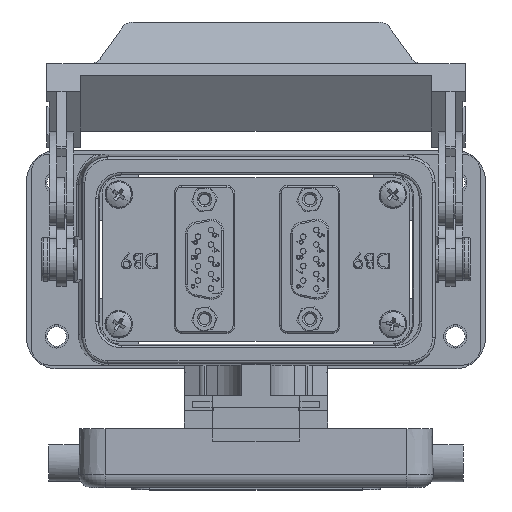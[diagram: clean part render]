
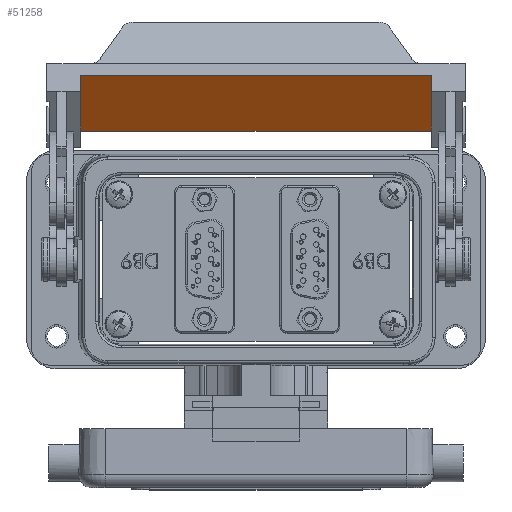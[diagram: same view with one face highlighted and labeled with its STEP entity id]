
A CAD part, top view. The second image highlights one B-rep face of the part: STEP entity #51258.
In plain terms, the highlighted planar face has unit normal (0, -0.574, 0.819).
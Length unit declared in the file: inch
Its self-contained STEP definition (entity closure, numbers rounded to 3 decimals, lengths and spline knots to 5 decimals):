
#1408 = DIRECTION ( 'NONE',  ( 0., -0.819, -0.574 ) ) ;
#2308 = CARTESIAN_POINT ( 'NONE',  ( -1.435, 1.60535, 0.51558 ) ) ;
#7635 = VECTOR ( 'NONE', #43504, 39.37008 ) ;
#13355 = EDGE_CURVE ( 'NONE', #45432, #58239, #21500, .T. ) ;
#14167 = LINE ( 'NONE', #2308, #7635 ) ;
#14963 = VECTOR ( 'NONE', #1408, 39.37008 ) ;
#20802 = LINE ( 'NONE', #38344, #21816 ) ;
#21500 = LINE ( 'NONE', #57276, #31130 ) ;
#21816 = VECTOR ( 'NONE', #65900, 39.37008 ) ;
#23243 = EDGE_CURVE ( 'NONE', #86857, #27409, #20802, .T. ) ;
#24618 = ORIENTED_EDGE ( 'NONE', *, *, #83575, .T. ) ;
#24883 = ORIENTED_EDGE ( 'NONE', *, *, #23243, .T. ) ;
#27409 = VERTEX_POINT ( 'NONE', #49797 ) ;
#28201 = CARTESIAN_POINT ( 'NONE',  ( -1.435, 1.05277, 0.12791 ) ) ;
#31130 = VECTOR ( 'NONE', #59674, 39.37008 ) ;
#32735 = EDGE_CURVE ( 'NONE', #86857, #58239, #48128, .T. ) ;
#34425 = DIRECTION ( 'NONE',  ( 0., 0.819, 0.574 ) ) ;
#38344 = CARTESIAN_POINT ( 'NONE',  ( 1.435, 1.50711, 0.44666 ) ) ;
#43504 = DIRECTION ( 'NONE',  ( 0., -0.819, -0.574 ) ) ;
#45432 = VERTEX_POINT ( 'NONE', #28201 ) ;
#47557 = CARTESIAN_POINT ( 'NONE',  ( 1.435, 1.60535, 0.51558 ) ) ;
#48128 = LINE ( 'NONE', #55722, #14963 ) ;
#49797 = CARTESIAN_POINT ( 'NONE',  ( -1.435, 1.50711, 0.44666 ) ) ;
#51258 = ADVANCED_FACE ( 'NONE', ( #78628 ), #68034, .F. ) ;
#55722 = CARTESIAN_POINT ( 'NONE',  ( 1.435, 1.60535, 0.51558 ) ) ;
#57276 = CARTESIAN_POINT ( 'NONE',  ( 1.435, 1.05277, 0.12791 ) ) ;
#58239 = VERTEX_POINT ( 'NONE', #69026 ) ;
#59674 = DIRECTION ( 'NONE',  ( 1., 0., 0. ) ) ;
#65900 = DIRECTION ( 'NONE',  ( -1., 0., 0. ) ) ;
#66476 = CARTESIAN_POINT ( 'NONE',  ( 1.435, 1.50711, 0.44666 ) ) ;
#66989 = ORIENTED_EDGE ( 'NONE', *, *, #13355, .T. ) ;
#68034 = PLANE ( 'NONE',  #80640 ) ;
#68341 = DIRECTION ( 'NONE',  ( 0., 0.574, -0.819 ) ) ;
#69026 = CARTESIAN_POINT ( 'NONE',  ( 1.435, 1.05277, 0.12791 ) ) ;
#71823 = ORIENTED_EDGE ( 'NONE', *, *, #32735, .F. ) ;
#78628 = FACE_OUTER_BOUND ( 'NONE', #88853, .T. ) ;
#80640 = AXIS2_PLACEMENT_3D ( 'NONE', #47557, #68341, #34425 ) ;
#83575 = EDGE_CURVE ( 'NONE', #27409, #45432, #14167, .T. ) ;
#86857 = VERTEX_POINT ( 'NONE', #66476 ) ;
#88853 = EDGE_LOOP ( 'NONE', ( #71823, #24883, #24618, #66989 ) ) ;
